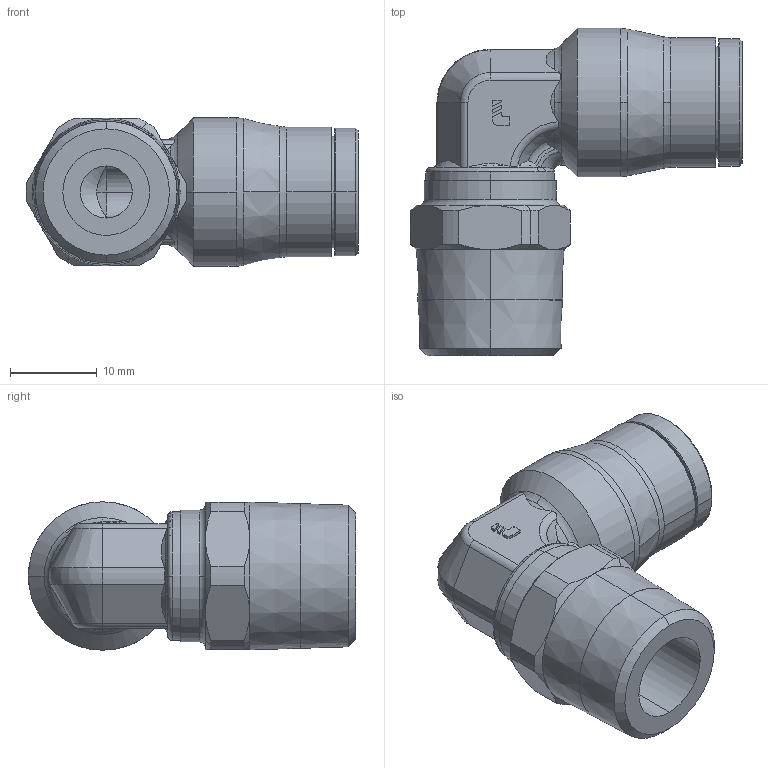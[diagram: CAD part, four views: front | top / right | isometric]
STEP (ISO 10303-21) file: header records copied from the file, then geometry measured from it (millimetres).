
FILE_DESCRIPTION(('STEP AP214'),'1');
FILE_NAME('3609_10_17.stp','2016-07-07T14:13:47',('TraceParts'),('TraceParts S.A.'),'Spatial InterOp 3D',' ',' ');
FILE_SCHEMA(('automotive_design'));
Length unit declared in the file: millimetre
Products named in the file (1): 1
Bounding box: 38.24 x 37.7 x 17.1 mm (x, y, z)
Volume: 7348 mm3; surface area: 4801.6 mm2
Topology: 1 solids, 1 shells, 164 faces, 416 edges, 266 vertices
Faces by surface type: cone 50, plane 45, cylinder 43, torus 26
Entity records: 5435 total; most frequent: CARTESIAN_POINT 1508, DIRECTION 848, ORIENTED_EDGE 832, EDGE_CURVE 416, AXIS2_PLACEMENT_3D 362, VERTEX_POINT 266, CIRCLE 195, EDGE_LOOP 178
